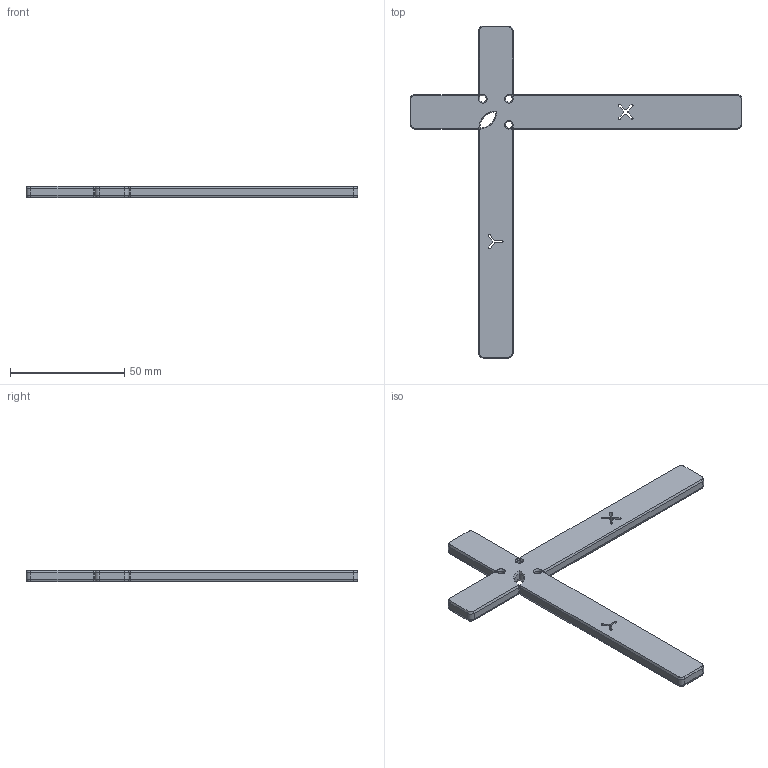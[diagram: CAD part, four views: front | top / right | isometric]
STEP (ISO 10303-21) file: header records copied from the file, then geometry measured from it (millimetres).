
FILE_DESCRIPTION(/* description */ ('CAx-IF Rec.Pracs.---Representation and Presentation of Product Manufacturing Information (PMI)---4.0---2014-10-13','CAx-IF Rec.Pracs.---3D Tessellated Geometry---0.4---2014-09-14','2;1'),/* implementation_level */ '2;1');
FILE_NAME(/* name */ 'k3d_accuracy_test_v7',/* time_stamp */ '2023-06-18T02:16:12+03:00',/* author */ (''),/* organization */ (''),/* preprocessor_version */ 'ST-DEVELOPER v18.102',/* originating_system */ 'SIEMENS PLM Software NX2206.5001',/* authorisation */ $);
FILE_SCHEMA (('AP242_MANAGED_MODEL_BASED_3D_ENGINEERING_MIM_LF { 1 0 10303 442 3 1 4 }'));
Length unit declared in the file: millimetre
Products named in the file (1): k3d_accuracy_test_v7
Bounding box: 145 x 145 x 5 mm (x, y, z)
Volume: 19974 mm3; surface area: 11123.1 mm2
Topology: 1 solids, 1 shells, 129 faces, 315 edges, 188 vertices
Faces by surface type: plane 52, cone 42, cylinder 35
Entity records: 3897 total; most frequent: DIRECTION 717, CARTESIAN_POINT 663, ORIENTED_EDGE 630, EDGE_CURVE 315, AXIS2_PLACEMENT_3D 258, LINE 201, VECTOR 201, VERTEX_POINT 188
